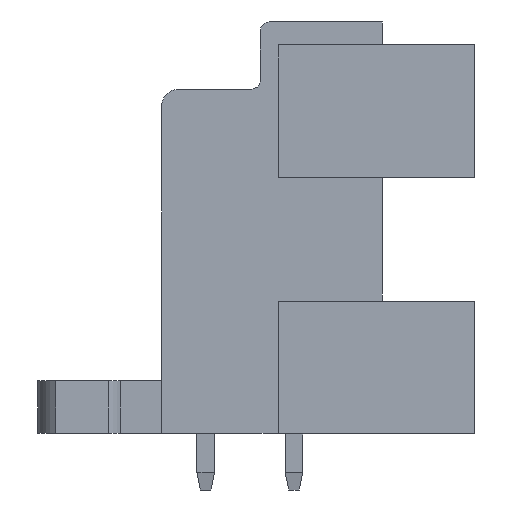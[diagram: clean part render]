
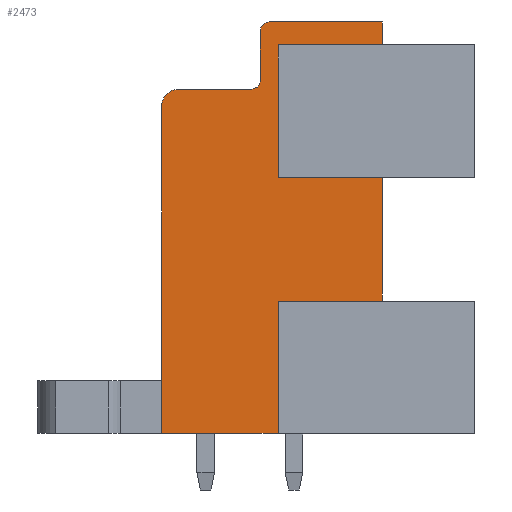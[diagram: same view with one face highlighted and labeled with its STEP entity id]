
A CAD part, left-side view. The second image highlights one B-rep face of the part: STEP entity #2473.
In plain terms, the highlighted planar face has unit normal (-1, 0, 0).
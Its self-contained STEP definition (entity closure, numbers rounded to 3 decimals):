
#105=AXIS2_PLACEMENT_3D('Plane Axis2P3D',#102,#103,#104) ;
#2178=AXIS2_PLACEMENT_3D('Circle Axis2P3D',#2176,#2177,$) ;
#2226=AXIS2_PLACEMENT_3D('Circle Axis2P3D',#2224,#2225,$) ;
#2274=AXIS2_PLACEMENT_3D('Circle Axis2P3D',#2272,#2273,$) ;
#36=CARTESIAN_POINT('Line Origine',(0.7,11.1,6.95)) ;
#40=CARTESIAN_POINT('Vertex',(0.7,11.1,10.7)) ;
#42=CARTESIAN_POINT('Vertex',(0.7,11.1,3.2)) ;
#102=CARTESIAN_POINT('Axis2P3D Location',(0.7,0.,0.)) ;
#142=CARTESIAN_POINT('Line Origine',(0.7,11.1,21.45)) ;
#146=CARTESIAN_POINT('Vertex',(0.7,11.1,25.2)) ;
#148=CARTESIAN_POINT('Vertex',(0.7,11.1,17.7)) ;
#1236=CARTESIAN_POINT('Vertex',(0.7,5.2,17.7)) ;
#1239=CARTESIAN_POINT('Line Origine',(0.7,5.2,14.2)) ;
#1243=CARTESIAN_POINT('Vertex',(0.7,5.2,10.7)) ;
#2118=CARTESIAN_POINT('Vertex',(0.7,5.2,26.5)) ;
#2121=CARTESIAN_POINT('Line Origine',(0.7,5.2,25.85)) ;
#2125=CARTESIAN_POINT('Vertex',(0.7,5.2,25.2)) ;
#2149=CARTESIAN_POINT('Vertex',(0.7,11.6,26.5)) ;
#2152=CARTESIAN_POINT('Line Origine',(0.7,8.4,26.5)) ;
#2173=CARTESIAN_POINT('Vertex',(0.7,12.1,26.)) ;
#2176=CARTESIAN_POINT('Axis2P3D Location',(0.7,11.6,26.)) ;
#2197=CARTESIAN_POINT('Vertex',(0.7,12.1,23.2)) ;
#2200=CARTESIAN_POINT('Line Origine',(0.7,12.1,24.6)) ;
#2221=CARTESIAN_POINT('Vertex',(0.7,12.6,22.7)) ;
#2224=CARTESIAN_POINT('Axis2P3D Location',(0.7,12.6,23.2)) ;
#2245=CARTESIAN_POINT('Vertex',(0.7,16.7,22.7)) ;
#2248=CARTESIAN_POINT('Line Origine',(0.7,14.65,22.7)) ;
#2269=CARTESIAN_POINT('Vertex',(0.7,17.7,21.7)) ;
#2272=CARTESIAN_POINT('Axis2P3D Location',(0.7,16.7,21.7)) ;
#2379=CARTESIAN_POINT('Vertex',(0.7,17.7,3.2)) ;
#2382=CARTESIAN_POINT('Line Origine',(0.7,17.7,12.45)) ;
#2436=CARTESIAN_POINT('Line Origine',(0.7,8.15,17.7)) ;
#2441=CARTESIAN_POINT('Line Origine',(0.7,8.15,25.2)) ;
#2446=CARTESIAN_POINT('Line Origine',(0.7,14.4,3.2)) ;
#2451=CARTESIAN_POINT('Line Origine',(0.7,8.15,10.7)) ;
#37=DIRECTION('Vector Direction',(0.,0.,1.)) ;
#103=DIRECTION('Axis2P3D Direction',(-1.,0.,0.)) ;
#104=DIRECTION('Axis2P3D XDirection',(0.,-1.,0.)) ;
#143=DIRECTION('Vector Direction',(0.,0.,1.)) ;
#1240=DIRECTION('Vector Direction',(0.,0.,-1.)) ;
#2122=DIRECTION('Vector Direction',(0.,0.,-1.)) ;
#2153=DIRECTION('Vector Direction',(0.,-1.,0.)) ;
#2177=DIRECTION('Axis2P3D Direction',(-1.,0.,0.)) ;
#2201=DIRECTION('Vector Direction',(0.,0.,1.)) ;
#2225=DIRECTION('Axis2P3D Direction',(-1.,0.,0.)) ;
#2249=DIRECTION('Vector Direction',(0.,-1.,0.)) ;
#2273=DIRECTION('Axis2P3D Direction',(-1.,0.,0.)) ;
#2383=DIRECTION('Vector Direction',(0.,0.,1.)) ;
#2437=DIRECTION('Vector Direction',(0.,1.,0.)) ;
#2442=DIRECTION('Vector Direction',(0.,-1.,0.)) ;
#2447=DIRECTION('Vector Direction',(0.,1.,0.)) ;
#2452=DIRECTION('Vector Direction',(0.,-1.,0.)) ;
#38=VECTOR('Line Direction',#37,1.) ;
#144=VECTOR('Line Direction',#143,1.) ;
#1241=VECTOR('Line Direction',#1240,1.) ;
#2123=VECTOR('Line Direction',#2122,1.) ;
#2154=VECTOR('Line Direction',#2153,1.) ;
#2202=VECTOR('Line Direction',#2201,1.) ;
#2250=VECTOR('Line Direction',#2249,1.) ;
#2384=VECTOR('Line Direction',#2383,1.) ;
#2438=VECTOR('Line Direction',#2437,1.) ;
#2443=VECTOR('Line Direction',#2442,1.) ;
#2448=VECTOR('Line Direction',#2447,1.) ;
#2453=VECTOR('Line Direction',#2452,1.) ;
#2457=ORIENTED_EDGE('',*,*,#2440,.F.) ;
#2458=ORIENTED_EDGE('',*,*,#150,.F.) ;
#2459=ORIENTED_EDGE('',*,*,#2445,.F.) ;
#2460=ORIENTED_EDGE('',*,*,#2127,.T.) ;
#2461=ORIENTED_EDGE('',*,*,#2156,.T.) ;
#2462=ORIENTED_EDGE('',*,*,#2180,.T.) ;
#2463=ORIENTED_EDGE('',*,*,#2204,.T.) ;
#2464=ORIENTED_EDGE('',*,*,#2228,.T.) ;
#2465=ORIENTED_EDGE('',*,*,#2252,.T.) ;
#2466=ORIENTED_EDGE('',*,*,#2276,.T.) ;
#2467=ORIENTED_EDGE('',*,*,#2386,.T.) ;
#2468=ORIENTED_EDGE('',*,*,#2450,.T.) ;
#2469=ORIENTED_EDGE('',*,*,#44,.F.) ;
#2470=ORIENTED_EDGE('',*,*,#2455,.F.) ;
#2471=ORIENTED_EDGE('',*,*,#1245,.T.) ;
#2473=ADVANCED_FACE('Housing',(#2472),#106,.T.) ;
#2179=CIRCLE('generated circle',#2178,0.5) ;
#2227=CIRCLE('generated circle',#2226,0.5) ;
#2275=CIRCLE('generated circle',#2274,1.) ;
#44=EDGE_CURVE('',#41,#43,#39,.F.) ;
#150=EDGE_CURVE('',#147,#149,#145,.F.) ;
#1245=EDGE_CURVE('',#1244,#1237,#1242,.F.) ;
#2127=EDGE_CURVE('',#2126,#2119,#2124,.F.) ;
#2156=EDGE_CURVE('',#2119,#2150,#2155,.F.) ;
#2180=EDGE_CURVE('',#2150,#2174,#2179,.T.) ;
#2204=EDGE_CURVE('',#2174,#2198,#2203,.F.) ;
#2228=EDGE_CURVE('',#2198,#2222,#2227,.F.) ;
#2252=EDGE_CURVE('',#2222,#2246,#2251,.F.) ;
#2276=EDGE_CURVE('',#2246,#2270,#2275,.T.) ;
#2386=EDGE_CURVE('',#2270,#2380,#2385,.F.) ;
#2440=EDGE_CURVE('',#149,#1237,#2439,.F.) ;
#2445=EDGE_CURVE('',#2126,#147,#2444,.F.) ;
#2450=EDGE_CURVE('',#2380,#43,#2449,.F.) ;
#2455=EDGE_CURVE('',#1244,#41,#2454,.F.) ;
#2456=EDGE_LOOP('',(#2457,#2458,#2459,#2460,#2461,#2462,#2463,#2464,#2465,#2466,#2467,#2468,#2469,#2470,#2471)) ;
#2472=FACE_OUTER_BOUND('',#2456,.T.) ;
#39=LINE('Line',#36,#38) ;
#145=LINE('Line',#142,#144) ;
#1242=LINE('Line',#1239,#1241) ;
#2124=LINE('Line',#2121,#2123) ;
#2155=LINE('Line',#2152,#2154) ;
#2203=LINE('Line',#2200,#2202) ;
#2251=LINE('Line',#2248,#2250) ;
#2385=LINE('Line',#2382,#2384) ;
#2439=LINE('Line',#2436,#2438) ;
#2444=LINE('Line',#2441,#2443) ;
#2449=LINE('Line',#2446,#2448) ;
#2454=LINE('Line',#2451,#2453) ;
#106=PLANE('',#105) ;
#41=VERTEX_POINT('',#40) ;
#43=VERTEX_POINT('',#42) ;
#147=VERTEX_POINT('',#146) ;
#149=VERTEX_POINT('',#148) ;
#1237=VERTEX_POINT('',#1236) ;
#1244=VERTEX_POINT('',#1243) ;
#2119=VERTEX_POINT('',#2118) ;
#2126=VERTEX_POINT('',#2125) ;
#2150=VERTEX_POINT('',#2149) ;
#2174=VERTEX_POINT('',#2173) ;
#2198=VERTEX_POINT('',#2197) ;
#2222=VERTEX_POINT('',#2221) ;
#2246=VERTEX_POINT('',#2245) ;
#2270=VERTEX_POINT('',#2269) ;
#2380=VERTEX_POINT('',#2379) ;
